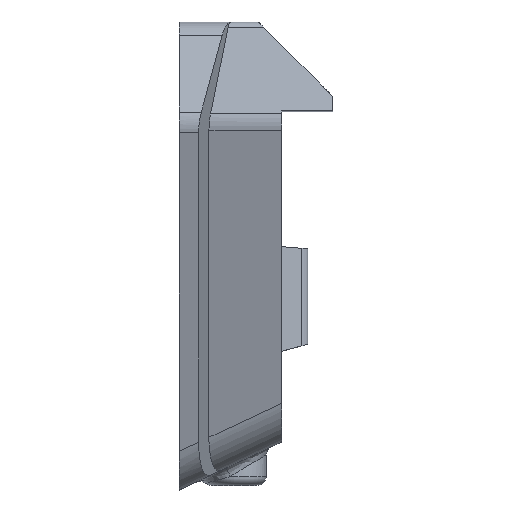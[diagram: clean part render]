
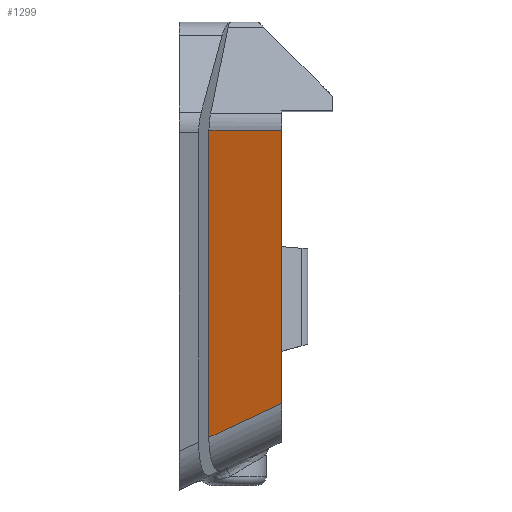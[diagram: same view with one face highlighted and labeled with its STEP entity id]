
A CAD part, top view. The second image highlights one B-rep face of the part: STEP entity #1299.
In plain terms, the highlighted planar face has unit normal (0, -0.259, 0.966).
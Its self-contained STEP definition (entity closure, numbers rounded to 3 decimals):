
#94=LINE('',#2165,#213);
#99=LINE('',#2180,#218);
#108=LINE('',#2204,#227);
#142=LINE('',#2310,#261);
#213=VECTOR('',#1659,10.);
#218=VECTOR('',#1672,10.);
#227=VECTOR('',#1695,10.);
#261=VECTOR('',#1807,5.);
#299=PLANE('',#1446);
#394=FACE_OUTER_BOUND('',#475,.T.);
#475=EDGE_LOOP('',(#1191,#1192,#1193,#1194));
#626=VERTEX_POINT('',#2162);
#627=VERTEX_POINT('',#2164);
#632=VERTEX_POINT('',#2177);
#641=VERTEX_POINT('',#2202);
#778=EDGE_CURVE('',#626,#627,#94,.T.);
#786=EDGE_CURVE('',#632,#626,#99,.T.);
#799=EDGE_CURVE('',#641,#632,#108,.T.);
#855=EDGE_CURVE('',#627,#641,#142,.T.);
#1191=ORIENTED_EDGE('',*,*,#786,.F.);
#1192=ORIENTED_EDGE('',*,*,#799,.F.);
#1193=ORIENTED_EDGE('',*,*,#855,.F.);
#1194=ORIENTED_EDGE('',*,*,#778,.F.);
#1299=ADVANCED_FACE('',(#394),#299,.T.);
#1446=AXIS2_PLACEMENT_3D('',#2314,#1814,#1815);
#1659=DIRECTION('',(0.,-0.966,-0.259));
#1672=DIRECTION('',(1.,0.,0.));
#1695=DIRECTION('',(0.,0.966,0.259));
#1807=DIRECTION('',(-0.901,-0.42,-0.113));
#1814=DIRECTION('center_axis',(0.,-0.259,0.966));
#1815=DIRECTION('ref_axis',(0.,-0.966,-0.259));
#2162=CARTESIAN_POINT('',(32.45,57.59,19.207));
#2164=CARTESIAN_POINT('',(32.45,27.518,11.149));
#2165=CARTESIAN_POINT('',(32.45,47.998,16.637));
#2177=CARTESIAN_POINT('',(24.446,57.59,19.207));
#2180=CARTESIAN_POINT('',(24.45,57.59,19.207));
#2202=CARTESIAN_POINT('',(24.446,23.786,10.149));
#2204=CARTESIAN_POINT('',(24.446,38.826,14.179));
#2310=CARTESIAN_POINT('',(32.644,27.609,11.174));
#2314=CARTESIAN_POINT('Origin',(24.45,59.101,19.612));
